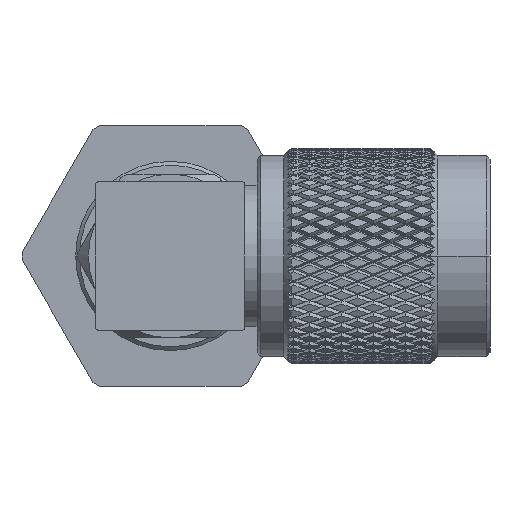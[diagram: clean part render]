
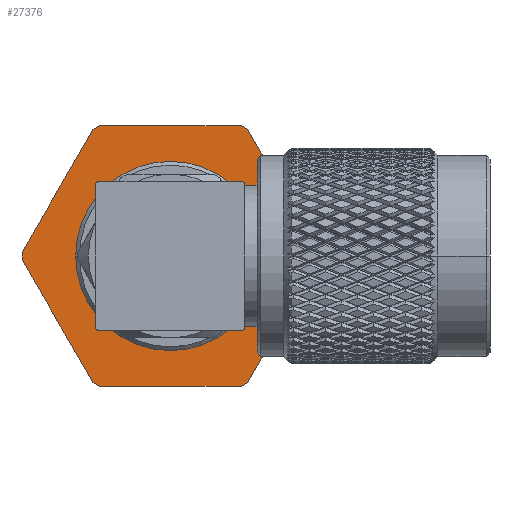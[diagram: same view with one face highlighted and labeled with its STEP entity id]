
A CAD part, left-side view. The second image highlights one B-rep face of the part: STEP entity #27376.
In plain terms, the highlighted face is planar.
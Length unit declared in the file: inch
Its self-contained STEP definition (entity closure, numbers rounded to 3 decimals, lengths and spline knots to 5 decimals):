
#79 = ORIENTED_EDGE ( 'NONE', *, *, #51184, .T. ) ;
#261 = DIRECTION ( 'NONE',  ( -1., 0., 0. ) ) ;
#380 = ORIENTED_EDGE ( 'NONE', *, *, #58303, .F. ) ;
#623 = AXIS2_PLACEMENT_3D ( 'NONE', #73667, #122216, #53810 ) ;
#971 = VERTEX_POINT ( 'NONE', #3414 ) ;
#3078 = EDGE_CURVE ( 'NONE', #52774, #95100, #64880, .T. ) ;
#3414 = CARTESIAN_POINT ( 'NONE',  ( 0.93213, 0.33485, 0.20446 ) ) ;
#4534 = ORIENTED_EDGE ( 'NONE', *, *, #103275, .T. ) ;
#6103 = PLANE ( 'NONE',  #74170 ) ;
#6779 = CARTESIAN_POINT ( 'NONE',  ( 0.93213, 0., 0. ) ) ;
#7408 = FACE_OUTER_BOUND ( 'NONE', #95409, .T. ) ;
#8288 = DIRECTION ( 'NONE',  ( -1., 0., 0. ) ) ;
#8846 = EDGE_CURVE ( 'NONE', #73927, #82652, #57574, .T. ) ;
#9003 = ORIENTED_EDGE ( 'NONE', *, *, #8846, .F. ) ;
#9062 = LINE ( 'NONE', #67772, #87531 ) ;
#9702 = VERTEX_POINT ( 'NONE', #36265 ) ;
#10264 = ORIENTED_EDGE ( 'NONE', *, *, #12667, .T. ) ;
#12667 = EDGE_CURVE ( 'NONE', #91160, #64649, #97891, .T. ) ;
#13075 = DIRECTION ( 'NONE',  ( 0., -0.866, -0.5 ) ) ;
#14165 = CIRCLE ( 'NONE', #87899, 0.39233 ) ;
#15200 = CARTESIAN_POINT ( 'NONE',  ( 0.93213, 0.00964, -0.39222 ) ) ;
#15538 = DIRECTION ( 'NONE',  ( -1., 0., 0. ) ) ;
#16270 = CARTESIAN_POINT ( 'NONE',  ( 0.93213, -0.34449, -0.18776 ) ) ;
#17165 = ORIENTED_EDGE ( 'NONE', *, *, #21868, .T. ) ;
#17996 = DIRECTION ( 'NONE',  ( 0., 0., 1. ) ) ;
#20033 = AXIS2_PLACEMENT_3D ( 'NONE', #114617, #8288, #46675 ) ;
#20197 = EDGE_CURVE ( 'NONE', #93517, #59632, #61997, .T. ) ;
#21868 = EDGE_CURVE ( 'NONE', #101337, #59632, #36410, .T. ) ;
#23400 = CARTESIAN_POINT ( 'NONE',  ( 0.93213, 0.33485, -0.20446 ) ) ;
#23615 = CARTESIAN_POINT ( 'NONE',  ( 0.93213, -0.34449, 0.19889 ) ) ;
#25465 = AXIS2_PLACEMENT_3D ( 'NONE', #77760, #124213, #29651 ) ;
#27376 = ADVANCED_FACE ( 'NONE', ( #90599, #7408 ), #6103, .F. ) ;
#28992 = DIRECTION ( 'NONE',  ( 0., 0., 1. ) ) ;
#29527 = DIRECTION ( 'NONE',  ( -1., 0., 0. ) ) ;
#29651 = DIRECTION ( 'NONE',  ( 0., 0., 1. ) ) ;
#33468 = VECTOR ( 'NONE', #63895, 39.37008 ) ;
#34823 = CARTESIAN_POINT ( 'NONE',  ( 0.93213, 0., 0.39778 ) ) ;
#35317 = CARTESIAN_POINT ( 'NONE',  ( 0.93213, 0., -0.25033 ) ) ;
#36265 = CARTESIAN_POINT ( 'NONE',  ( 0.93213, 0.34449, 0.18776 ) ) ;
#36410 = LINE ( 'NONE', #36968, #101252 ) ;
#36590 = CARTESIAN_POINT ( 'NONE',  ( 0.93213, 0., 0. ) ) ;
#36968 = CARTESIAN_POINT ( 'NONE',  ( 0.93213, 0., -0.39778 ) ) ;
#37198 = VECTOR ( 'NONE', #88374, 39.37008 ) ;
#37350 = ORIENTED_EDGE ( 'NONE', *, *, #111162, .T. ) ;
#40799 = AXIS2_PLACEMENT_3D ( 'NONE', #69194, #29527, #88163 ) ;
#42016 = VECTOR ( 'NONE', #13075, 39.37008 ) ;
#42489 = LINE ( 'NONE', #34823, #33468 ) ;
#43190 = LINE ( 'NONE', #79075, #37198 ) ;
#44195 = DIRECTION ( 'NONE',  ( 0., 0., 1. ) ) ;
#44528 = CARTESIAN_POINT ( 'NONE',  ( 0.93213, -0.00964, -0.39222 ) ) ;
#44599 = CARTESIAN_POINT ( 'NONE',  ( 0.93213, 0., 0. ) ) ;
#45750 = EDGE_CURVE ( 'NONE', #101337, #64649, #123548, .T. ) ;
#46272 = CARTESIAN_POINT ( 'NONE',  ( 0.93213, 0., -0.39233 ) ) ;
#46675 = DIRECTION ( 'NONE',  ( 0., 0., 1. ) ) ;
#47879 = DIRECTION ( 'NONE',  ( 0., 0.866, -0.5 ) ) ;
#48671 = CARTESIAN_POINT ( 'NONE',  ( 0.93213, -0.00964, 0.39222 ) ) ;
#50331 = ORIENTED_EDGE ( 'NONE', *, *, #57084, .F. ) ;
#51184 = EDGE_CURVE ( 'NONE', #52774, #83442, #54134, .T. ) ;
#51373 = ORIENTED_EDGE ( 'NONE', *, *, #20197, .F. ) ;
#52774 = VERTEX_POINT ( 'NONE', #48671 ) ;
#52949 = ORIENTED_EDGE ( 'NONE', *, *, #3078, .F. ) ;
#53636 = VERTEX_POINT ( 'NONE', #35317 ) ;
#53766 = CARTESIAN_POINT ( 'NONE',  ( 0.93213, -0.33485, 0.20446 ) ) ;
#53810 = DIRECTION ( 'NONE',  ( 0., 0., 1. ) ) ;
#53898 = EDGE_CURVE ( 'NONE', #73927, #9702, #43190, .T. ) ;
#54134 = LINE ( 'NONE', #23615, #42016 ) ;
#56619 = DIRECTION ( 'NONE',  ( -1., 0., 0. ) ) ;
#57084 = EDGE_CURVE ( 'NONE', #76487, #93517, #14165, .T. ) ;
#57101 = VECTOR ( 'NONE', #111319, 39.37008 ) ;
#57574 = CIRCLE ( 'NONE', #25465, 0.39233 ) ;
#57629 = DIRECTION ( 'NONE',  ( 0., 0.866, 0.5 ) ) ;
#58303 = EDGE_CURVE ( 'NONE', #971, #9702, #69902, .T. ) ;
#59632 = VERTEX_POINT ( 'NONE', #44528 ) ;
#61997 = CIRCLE ( 'NONE', #95651, 0.39233 ) ;
#62211 = DIRECTION ( 'NONE',  ( 0., 0., 1. ) ) ;
#63895 = DIRECTION ( 'NONE',  ( 0., -0.866, 0.5 ) ) ;
#64649 = VERTEX_POINT ( 'NONE', #16270 ) ;
#64880 = CIRCLE ( 'NONE', #85282, 0.39233 ) ;
#65688 = ORIENTED_EDGE ( 'NONE', *, *, #69125, .F. ) ;
#67772 = CARTESIAN_POINT ( 'NONE',  ( 0.93213, 0.34449, -0.19889 ) ) ;
#69125 = EDGE_CURVE ( 'NONE', #91160, #83442, #76360, .T. ) ;
#69194 = CARTESIAN_POINT ( 'NONE',  ( 0.93213, 0., 0. ) ) ;
#69373 = CARTESIAN_POINT ( 'NONE',  ( 0.93213, 0.34449, -0.18776 ) ) ;
#69902 = CIRCLE ( 'NONE', #94569, 0.39233 ) ;
#70467 = CARTESIAN_POINT ( 'NONE',  ( 0.93213, -0.33485, -0.20446 ) ) ;
#71842 = EDGE_CURVE ( 'NONE', #53636, #82966, #111002, .T. ) ;
#73667 = CARTESIAN_POINT ( 'NONE',  ( 0.93213, 0., 0. ) ) ;
#73927 = VERTEX_POINT ( 'NONE', #69373 ) ;
#74170 = AXIS2_PLACEMENT_3D ( 'NONE', #110306, #120029, #62211 ) ;
#75916 = AXIS2_PLACEMENT_3D ( 'NONE', #36590, #104081, #17996 ) ;
#76034 = CARTESIAN_POINT ( 'NONE',  ( 0.93213, 0., 0. ) ) ;
#76360 = CIRCLE ( 'NONE', #40799, 0.39233 ) ;
#76487 = VERTEX_POINT ( 'NONE', #15200 ) ;
#77760 = CARTESIAN_POINT ( 'NONE',  ( 0.93213, 0., 0. ) ) ;
#78466 = CARTESIAN_POINT ( 'NONE',  ( 0.93213, -0.34449, 0.18776 ) ) ;
#79075 = CARTESIAN_POINT ( 'NONE',  ( 0.93213, 0.34449, 0.19889 ) ) ;
#82259 = ORIENTED_EDGE ( 'NONE', *, *, #53898, .T. ) ;
#82652 = VERTEX_POINT ( 'NONE', #23400 ) ;
#82966 = VERTEX_POINT ( 'NONE', #104383 ) ;
#83442 = VERTEX_POINT ( 'NONE', #53766 ) ;
#85282 = AXIS2_PLACEMENT_3D ( 'NONE', #88455, #261, #28992 ) ;
#87531 = VECTOR ( 'NONE', #57629, 39.37008 ) ;
#87899 = AXIS2_PLACEMENT_3D ( 'NONE', #76034, #56619, #113997 ) ;
#88163 = DIRECTION ( 'NONE',  ( 0., 0., 1. ) ) ;
#88316 = ORIENTED_EDGE ( 'NONE', *, *, #45750, .F. ) ;
#88374 = DIRECTION ( 'NONE',  ( 0., 0., 1. ) ) ;
#88455 = CARTESIAN_POINT ( 'NONE',  ( 0.93213, 0., 0. ) ) ;
#88837 = CIRCLE ( 'NONE', #623, 0.25033 ) ;
#90599 = FACE_BOUND ( 'NONE', #100486, .T. ) ;
#91101 = CARTESIAN_POINT ( 'NONE',  ( 0.93213, -0.34449, -0.19889 ) ) ;
#91160 = VERTEX_POINT ( 'NONE', #78466 ) ;
#92727 = EDGE_CURVE ( 'NONE', #82966, #53636, #88837, .T. ) ;
#92851 = DIRECTION ( 'NONE',  ( -1., 0., 0. ) ) ;
#92954 = ORIENTED_EDGE ( 'NONE', *, *, #92727, .T. ) ;
#93517 = VERTEX_POINT ( 'NONE', #46272 ) ;
#94569 = AXIS2_PLACEMENT_3D ( 'NONE', #6779, #92851, #112240 ) ;
#95100 = VERTEX_POINT ( 'NONE', #101019 ) ;
#95409 = EDGE_LOOP ( 'NONE', ( #380, #4534, #52949, #79, #65688, #10264, #88316, #17165, #51373, #50331, #37350, #9003, #82259 ) ) ;
#95651 = AXIS2_PLACEMENT_3D ( 'NONE', #44599, #15538, #44195 ) ;
#97891 = LINE ( 'NONE', #91101, #57101 ) ;
#100486 = EDGE_LOOP ( 'NONE', ( #92954, #100495 ) ) ;
#100495 = ORIENTED_EDGE ( 'NONE', *, *, #71842, .T. ) ;
#101019 = CARTESIAN_POINT ( 'NONE',  ( 0.93213, 0.00964, 0.39222 ) ) ;
#101252 = VECTOR ( 'NONE', #47879, 39.37008 ) ;
#101337 = VERTEX_POINT ( 'NONE', #70467 ) ;
#103275 = EDGE_CURVE ( 'NONE', #971, #95100, #42489, .T. ) ;
#104081 = DIRECTION ( 'NONE',  ( -1., 0., 0. ) ) ;
#104383 = CARTESIAN_POINT ( 'NONE',  ( 0.93213, 0., 0.25033 ) ) ;
#110306 = CARTESIAN_POINT ( 'NONE',  ( 0.93213, 0.3396, 0. ) ) ;
#111002 = CIRCLE ( 'NONE', #75916, 0.25033 ) ;
#111162 = EDGE_CURVE ( 'NONE', #76487, #82652, #9062, .T. ) ;
#111319 = DIRECTION ( 'NONE',  ( 0., 0., -1. ) ) ;
#112240 = DIRECTION ( 'NONE',  ( 0., 0., 1. ) ) ;
#113997 = DIRECTION ( 'NONE',  ( 0., 0., 1. ) ) ;
#114617 = CARTESIAN_POINT ( 'NONE',  ( 0.93213, 0., 0. ) ) ;
#120029 = DIRECTION ( 'NONE',  ( -1., 0., 0. ) ) ;
#122216 = DIRECTION ( 'NONE',  ( -1., 0., 0. ) ) ;
#123548 = CIRCLE ( 'NONE', #20033, 0.39233 ) ;
#124213 = DIRECTION ( 'NONE',  ( -1., 0., 0. ) ) ;
